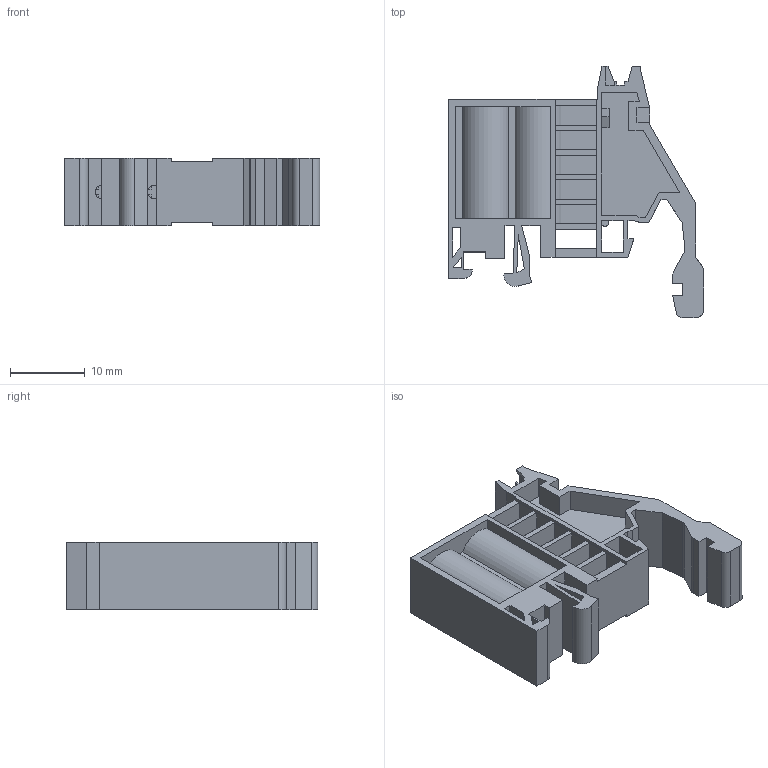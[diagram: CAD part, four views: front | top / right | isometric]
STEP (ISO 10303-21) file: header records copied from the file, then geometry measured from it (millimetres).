
FILE_DESCRIPTION (( 'STEP AP203' ), '1' );
FILE_NAME ('MTU-S1.STEP', '2022-10-04T07:44:56', ( '' ), ( '' ), 'SwSTEP 2.0', 'SolidWorks 2019', '' );
FILE_SCHEMA (( 'CONFIG_CONTROL_DESIGN' ));
Length unit declared in the file: millimetre
Products named in the file (1): MTU-S1
Bounding box: 34.15 x 33.66 x 9 mm (x, y, z)
Surface area: 4620.3 mm2 (no closed solid volume)
Topology: 0 solids, 3 shells, 291 faces, 845 edges, 565 vertices
Faces by surface type: plane 246, cylinder 41, torus 4
Entity records: 9617 total; most frequent: CARTESIAN_POINT 1794, ORIENTED_EDGE 1628, DIRECTION 1524, EDGE_CURVE 845, LINE 714, VECTOR 714, VERTEX_POINT 565, AXIS2_PLACEMENT_3D 405
